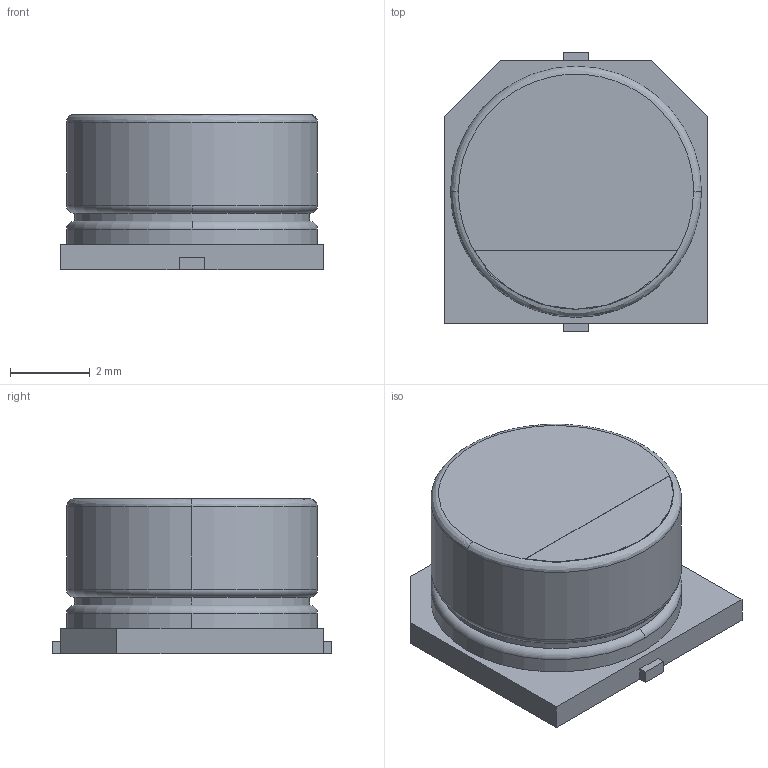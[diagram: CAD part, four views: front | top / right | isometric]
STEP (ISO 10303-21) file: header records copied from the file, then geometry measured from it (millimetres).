
FILE_DESCRIPTION (( 'STEP AP214' ), '1' );
FILE_NAME ('User Library-CAPSMD6_3x3_9.STEP', '2014-10-25T14:59:38', ( 'Windows User' ), ( '' ), 'SwSTEP 2.0', 'SolidWorks 2014', '' );
FILE_SCHEMA (( 'AUTOMOTIVE_DESIGN' ));
Length unit declared in the file: millimetre
Products named in the file (6): User Library-CAPSMD6_3x3_9_CAP004; User Library-CAPSMD6_3x3_9_CAP002; User Library-CAPSMD6_3x3_9_CAP001; User Library-CAPSMD6_3x3_9_CAP; User Library-CAPSMD6_3x3_9_CAP003; User Library-CAPSMD6_3x3_9
Assembly tree (5 placements, depth 2):
  User Library-CAPSMD6_3x3_9
    User Library-CAPSMD6_3x3_9_CAP003
    User Library-CAPSMD6_3x3_9_CAP
    User Library-CAPSMD6_3x3_9_CAP001
    User Library-CAPSMD6_3x3_9_CAP002
    User Library-CAPSMD6_3x3_9_CAP004
Bounding box: 6.6 x 7 x 3.91 mm (x, y, z)
Volume: 127.1 mm3; surface area: 252.8 mm2
Topology: 5 solids, 5 shells, 53 faces, 127 edges, 84 vertices
Faces by surface type: plane 41, cylinder 6, torus 4, bspline 2
Entity records: 2471 total; most frequent: CARTESIAN_POINT 400, DIRECTION 269, ORIENTED_EDGE 254, EDGE_CURVE 127, LINE 99, VECTOR 99, AXIS2_PLACEMENT_3D 85, VERTEX_POINT 84
